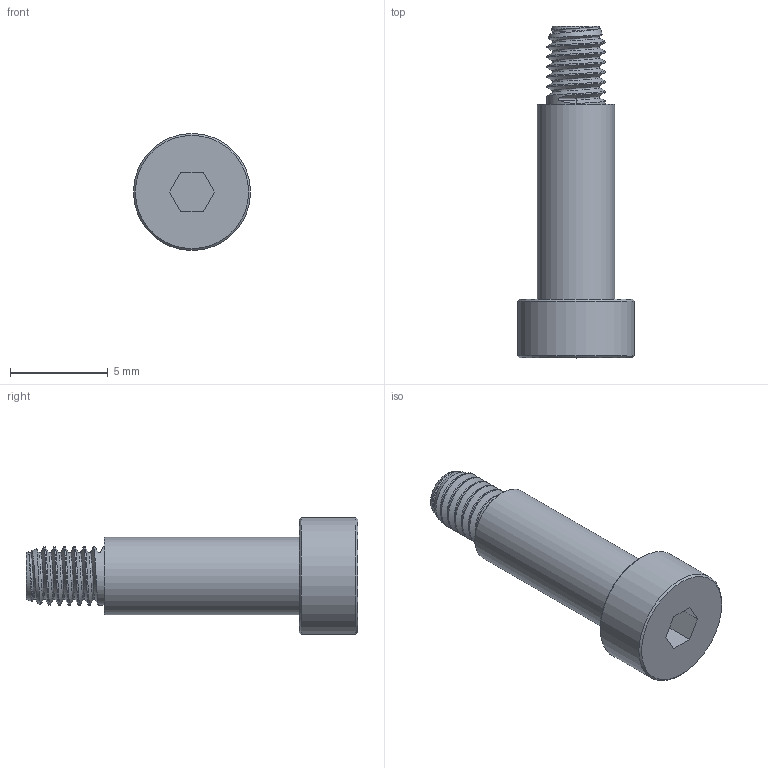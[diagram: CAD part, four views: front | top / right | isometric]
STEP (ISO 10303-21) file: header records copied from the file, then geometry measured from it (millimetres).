
FILE_DESCRIPTION(/* description */ (''),/* implementation_level */ '2;1');
FILE_NAME(/* name */ 'Matrix_11-3305.ipt.stp',/* time_stamp */ '2014-12-18T17:43:36-08:00',/* author */ ('Autodesk Inc.'),/* organization */ ('Autodesk Inc.'),/* preprocessor_version */ 'ST-DEVELOPER v15.6',/* originating_system */ 'Autodesk Inventor 2015',/* authorisation */ '');
FILE_SCHEMA (('AUTOMOTIVE_DESIGN { 1 0 10303 214 3 1 1 }'));
Length unit declared in the file: millimetre
Products named in the file (1): Matrix_11-3305
Bounding box: 6 x 17.01 x 6 mm (x, y, z)
Volume: 226.6 mm3; surface area: 296.9 mm2
Topology: 1 solids, 1 shells, 28 faces, 70 edges, 45 vertices
Faces by surface type: plane 13, cylinder 9, bspline 3, cone 3
Full cylindrical faces by diameter (mm): 3 x6, 3.975 x1, 6 x1
Entity records: 9259 total; most frequent: CARTESIAN_POINT 8770, ORIENTED_EDGE 90, DIRECTION 90, EDGE_CURVE 45, AXIS2_PLACEMENT_3D 34, VERTEX_POINT 32, EDGE_LOOP 31, FACE_OUTER_BOUND 23
